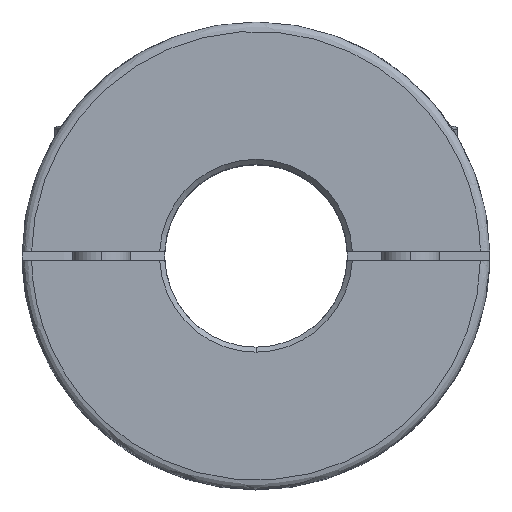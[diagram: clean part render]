
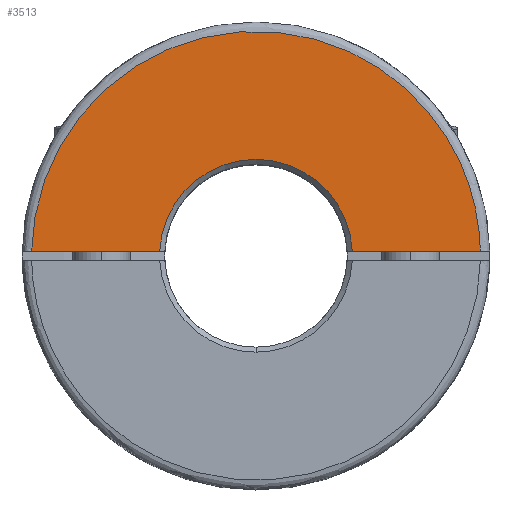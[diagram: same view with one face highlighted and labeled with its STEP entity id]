
A CAD part, top view. The second image highlights one B-rep face of the part: STEP entity #3513.
In plain terms, the highlighted planar face has unit normal (0, 0, 1).
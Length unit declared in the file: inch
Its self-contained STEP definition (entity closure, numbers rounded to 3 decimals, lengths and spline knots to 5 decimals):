
#133 = CIRCLE ( 'NONE', #5328, 0.52756 ) ;
#268 = DIRECTION ( 'NONE',  ( 1., 0., 0. ) ) ;
#493 = AXIS2_PLACEMENT_3D ( 'NONE', #1574, #6355, #746 ) ;
#746 = DIRECTION ( 'NONE',  ( 1., 0., 0. ) ) ;
#1001 = CARTESIAN_POINT ( 'NONE',  ( -1.17896, 2.38299, 1.03346 ) ) ;
#1171 = CARTESIAN_POINT ( 'NONE',  ( 1.22808, 0.02559, 1.03346 ) ) ;
#1521 = LINE ( 'NONE', #1655, #3875 ) ;
#1574 = CARTESIAN_POINT ( 'NONE',  ( 0., 0., 1.03346 ) ) ;
#1626 = EDGE_CURVE ( 'NONE', #1792, #7062, #1521, .T. ) ;
#1655 = CARTESIAN_POINT ( 'NONE',  ( 0.23622, 0.02559, 1.03346 ) ) ;
#1778 = ORIENTED_EDGE ( 'NONE', *, *, #2544, .T. ) ;
#1792 = VERTEX_POINT ( 'NONE', #6704 ) ;
#1808 = CARTESIAN_POINT ( 'NONE',  ( 1.17896, 2.38299, 1.03346 ) ) ;
#2544 = EDGE_CURVE ( 'NONE', #8385, #5920, #5013, .T. ) ;
#2822 = PLANE ( 'NONE',  #493 ) ;
#3237 = CARTESIAN_POINT ( 'NONE',  ( 0., 0., 1.03346 ) ) ;
#3513 = ADVANCED_FACE ( 'NONE', ( #4447 ), #2822, .T. ) ;
#3875 = VECTOR ( 'NONE', #268, 39.37008 ) ;
#3938 = DIRECTION ( 'NONE',  ( 0., 0., -1. ) ) ;
#4374 = CARTESIAN_POINT ( 'NONE',  ( -0.52694, 0.02559, 1.03346 ) ) ;
#4447 = FACE_OUTER_BOUND ( 'NONE', #6795, .T. ) ;
#4635 = CARTESIAN_POINT ( 'NONE',  ( 1.22808, 0.02559, 1.03346 ) ) ;
#5013 = LINE ( 'NONE', #7217, #7477 ) ;
#5322 = ORIENTED_EDGE ( 'NONE', *, *, #8063, .T. ) ;
#5328 = AXIS2_PLACEMENT_3D ( 'NONE', #3237, #3938, #8867 ) ;
#5920 = VERTEX_POINT ( 'NONE', #4374 ) ;
#6148 = CARTESIAN_POINT ( 'NONE',  ( -1.22808, 0.02559, 1.03346 ) ) ;
#6355 = DIRECTION ( 'NONE',  ( 0., 0., 1. ) ) ;
#6463 = ORIENTED_EDGE ( 'NONE', *, *, #6954, .F. ) ;
#6704 = CARTESIAN_POINT ( 'NONE',  ( 0.52694, 0.02559, 1.03346 ) ) ;
#6795 = EDGE_LOOP ( 'NONE', ( #1778, #5322, #8541, #6463 ) ) ;
#6954 = EDGE_CURVE ( 'NONE', #8385, #7062, #8059, .T. ) ;
#7062 = VERTEX_POINT ( 'NONE', #1171 ) ;
#7217 = CARTESIAN_POINT ( 'NONE',  ( 0.23622, 0.02559, 1.03346 ) ) ;
#7477 = VECTOR ( 'NONE', #7820, 39.37008 ) ;
#7820 = DIRECTION ( 'NONE',  ( 1., 0., 0. ) ) ;
#8059 =( BOUNDED_CURVE ( )  B_SPLINE_CURVE ( 3, ( #8715, #1001, #1808, #4635 ),
 .UNSPECIFIED., .F., .T. ) 
 B_SPLINE_CURVE_WITH_KNOTS ( ( 4, 4 ),
 ( 0., 1. ),
 .UNSPECIFIED. ) 
 CURVE ( )  GEOMETRIC_REPRESENTATION_ITEM ( )  RATIONAL_B_SPLINE_CURVE ( ( 1., 0.347, 0.347, 1. ) ) 
 REPRESENTATION_ITEM ( '' )  );
#8063 = EDGE_CURVE ( 'NONE', #5920, #1792, #133, .T. ) ;
#8385 = VERTEX_POINT ( 'NONE', #6148 ) ;
#8541 = ORIENTED_EDGE ( 'NONE', *, *, #1626, .T. ) ;
#8715 = CARTESIAN_POINT ( 'NONE',  ( -1.22808, 0.02559, 1.03346 ) ) ;
#8867 = DIRECTION ( 'NONE',  ( 0., -1., 0. ) ) ;
